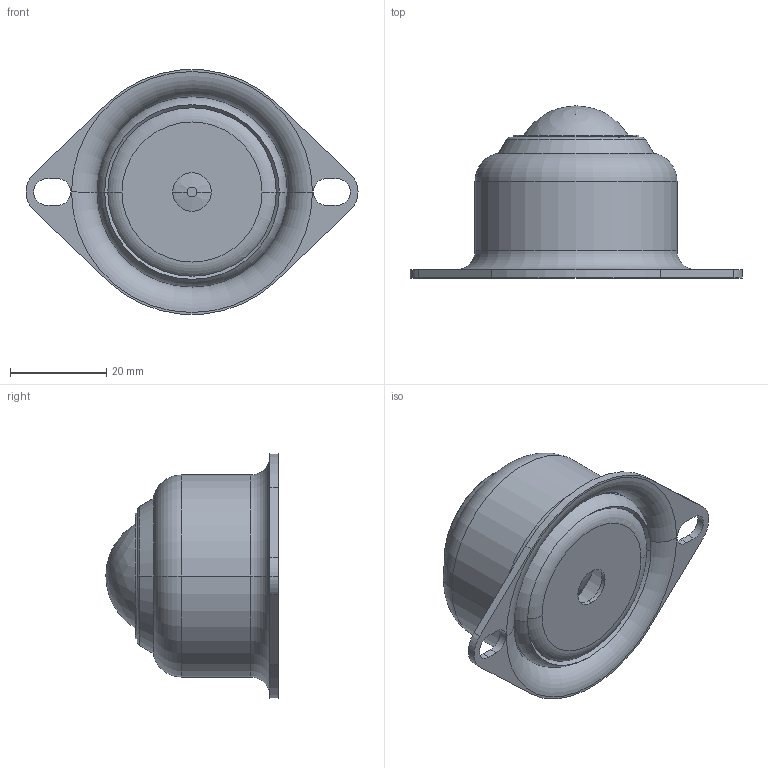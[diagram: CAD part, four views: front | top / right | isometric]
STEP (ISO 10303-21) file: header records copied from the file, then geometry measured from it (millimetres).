
FILE_DESCRIPTION (( 'STEP AP214' ), '1' );
FILE_NAME ('0014756.step', '2020-11-18T11:08:46', ( '' ), ( '' ), 'SwSTEP 2.0', 'SolidWorks 2018', '' );
FILE_SCHEMA (( 'AUTOMOTIVE_DESIGN' ));
Length unit declared in the file: millimetre
Products named in the file (1): 0014756
Bounding box: 69 x 35.8 x 50.82 mm (x, y, z)
Volume: 37601.2 mm3; surface area: 10048.9 mm2
Topology: 1 solids, 1 shells, 57 faces, 135 edges, 85 vertices
Faces by surface type: cylinder 21, plane 15, torus 12, cone 6, bspline 2, sphere 1
Entity records: 2210 total; most frequent: CARTESIAN_POINT 806, DIRECTION 319, ORIENTED_EDGE 266, AXIS2_PLACEMENT_3D 134, EDGE_CURVE 133, VERTEX_POINT 84, CIRCLE 78, EDGE_LOOP 67
